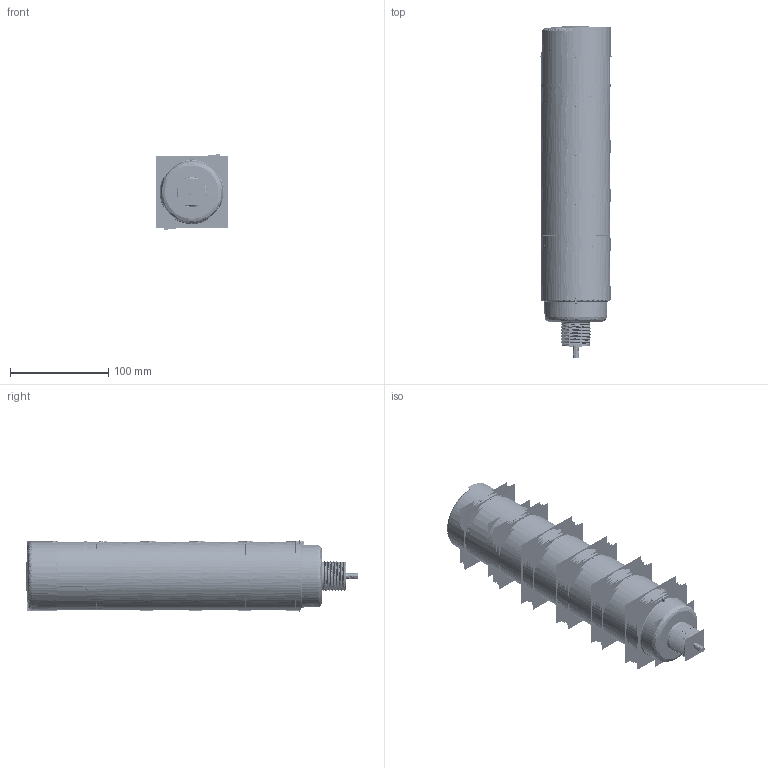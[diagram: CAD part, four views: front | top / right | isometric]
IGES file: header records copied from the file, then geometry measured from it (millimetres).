
Start section:  PTC IGES file: 199001.igs
Global section: file name: 199001.igs; native system: Creo Parametric by PTC Inc.; preprocessor: 2016260; author: pdmadmin; organization: Unknown; date: 20170310.112850; units: millimetre
Bounding box: 74.34 x 337.7 x 77.36 mm (x, y, z)
Volume: 307003.5 mm3; surface area: 1770148.5 mm2
Topology: 12 solids, 18 shells, 6726 faces, 33040 edges, 41229 vertices
Faces by surface type: revolution 3410, bspline 3316
